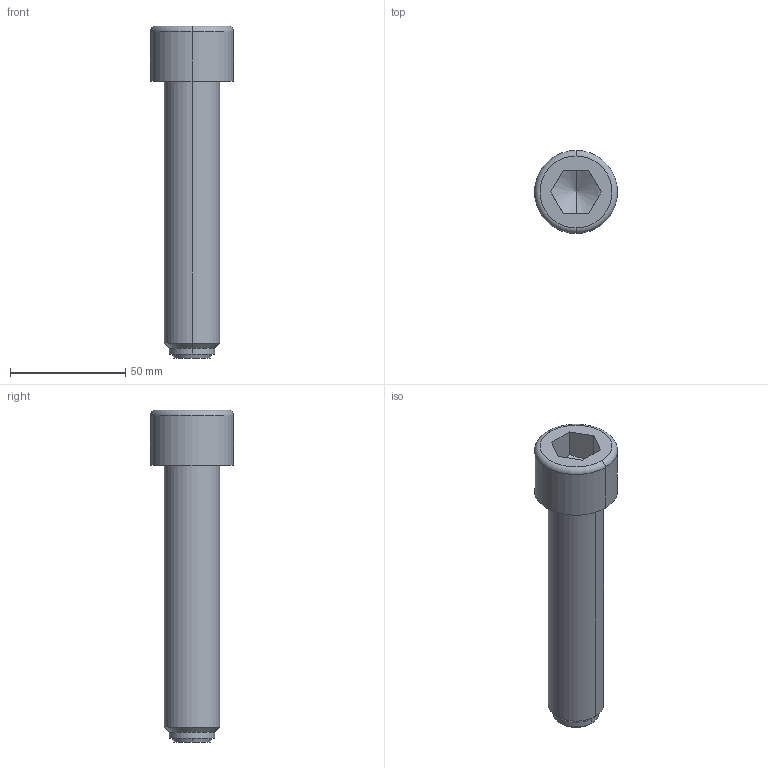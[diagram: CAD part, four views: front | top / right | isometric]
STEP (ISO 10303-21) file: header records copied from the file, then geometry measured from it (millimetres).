
FILE_DESCRIPTION(('STEP AP214'),'1');
FILE_NAME(' ',' ',('TraceParts'),('TraceParts S.A.'),'XStep 1.0',' ',' ');
FILE_SCHEMA(('automotive_design'));
Length unit declared in the file: millimetre
Products named in the file (2): 1; 2
Bounding box: 36 x 36 x 144 mm (x, y, z)
Volume: 75275 mm3; surface area: 15236.3 mm2
Topology: 2 solids, 2 shells, 24 faces, 54 edges, 32 vertices
Faces by surface type: plane 10, cylinder 6, cone 4, sphere 2, torus 2
Entity records: 1283 total; most frequent: CARTESIAN_POINT 124, DIRECTION 114, STYLED_ITEM 108, PRESENTATION_STYLE_ASSIGNMENT 108, COLOUR_RGB 108, ORIENTED_EDGE 100, EDGE_CURVE 50, CURVE_STYLE 50
